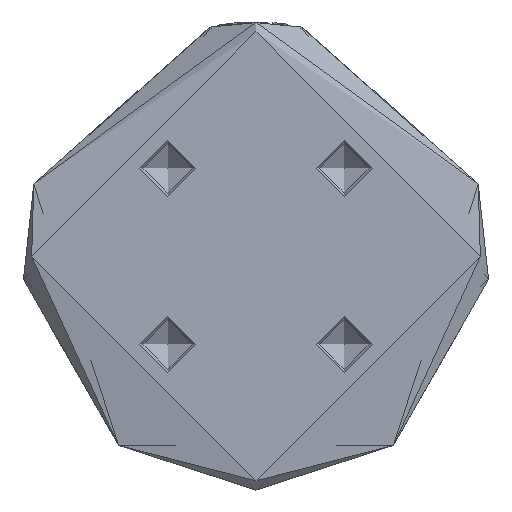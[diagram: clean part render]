
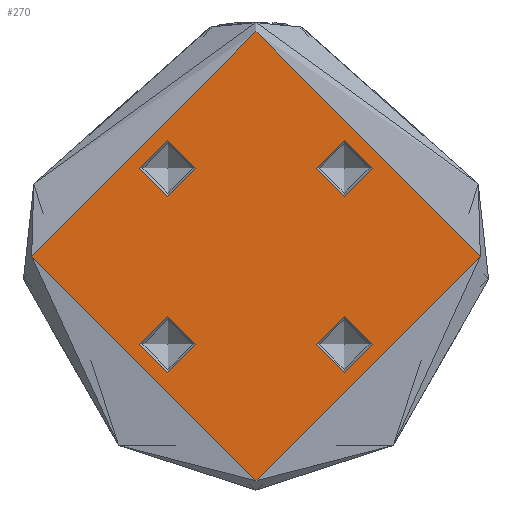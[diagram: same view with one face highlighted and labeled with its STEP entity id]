
A CAD part, front view. The second image highlights one B-rep face of the part: STEP entity #270.
In plain terms, the highlighted face is planar.
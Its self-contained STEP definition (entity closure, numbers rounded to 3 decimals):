
#77 = CARTESIAN_POINT ( 'NONE',  ( 36., 0., 0. ) ) ;
#202 = PLANE ( 'NONE',  #1008 ) ;
#209 = CARTESIAN_POINT ( 'NONE',  ( 0., 0., 0. ) ) ;
#261 = EDGE_LOOP ( 'NONE', ( #4341 ) ) ;
#270 = ADVANCED_FACE ( 'NONE', ( #4790, #4850, #4799, #4794, #4730 ), #202, .F. ) ;
#658 = DIRECTION ( 'NONE',  ( -1., 0., 0. ) ) ;
#665 = DIRECTION ( 'NONE',  ( 1., 0., 0. ) ) ;
#723 = EDGE_CURVE ( 'NONE', #4922, #4922, #3527, .T. ) ;
#830 = EDGE_LOOP ( 'NONE', ( #5565 ) ) ;
#846 = AXIS2_PLACEMENT_3D ( 'NONE', #209, #3361, #665 ) ;
#969 = DIRECTION ( 'NONE',  ( 0., 0., 1. ) ) ;
#980 = CARTESIAN_POINT ( 'NONE',  ( 0., 0., 0. ) ) ;
#1008 = AXIS2_PLACEMENT_3D ( 'NONE', #980, #3352, #658 ) ;
#1023 = EDGE_CURVE ( 'NONE', #2576, #2576, #1986, .T. ) ;
#1526 = ORIENTED_EDGE ( 'NONE', *, *, #3598, .T. ) ;
#1581 = VERTEX_POINT ( 'NONE', #5048 ) ;
#1952 = CARTESIAN_POINT ( 'NONE',  ( 14.142, -14.142, 0. ) ) ;
#1986 = CIRCLE ( 'NONE', #846, 36. ) ;
#1997 = VERTEX_POINT ( 'NONE', #4606 ) ;
#2051 = CARTESIAN_POINT ( 'NONE',  ( -14.142, 14.142, 0. ) ) ;
#2352 = AXIS2_PLACEMENT_3D ( 'NONE', #1952, #5056, #2397 ) ;
#2397 = DIRECTION ( 'NONE',  ( 1., 0., 0. ) ) ;
#2486 = DIRECTION ( 'NONE',  ( 0., 0., 1. ) ) ;
#2500 = DIRECTION ( 'NONE',  ( -1., 0., 0. ) ) ;
#2523 = CIRCLE ( 'NONE', #5779, 4.5 ) ;
#2576 = VERTEX_POINT ( 'NONE', #77 ) ;
#2704 = ORIENTED_EDGE ( 'NONE', *, *, #5012, .F. ) ;
#3352 = DIRECTION ( 'NONE',  ( 0., 0., -1. ) ) ;
#3361 = DIRECTION ( 'NONE',  ( 0., 0., 1. ) ) ;
#3426 = EDGE_LOOP ( 'NONE', ( #4255 ) ) ;
#3471 = EDGE_CURVE ( 'NONE', #1997, #1997, #4888, .T. ) ;
#3527 = CIRCLE ( 'NONE', #3940, 4.5 ) ;
#3598 = EDGE_CURVE ( 'NONE', #5396, #5396, #5736, .T. ) ;
#3664 = CARTESIAN_POINT ( 'NONE',  ( 14.142, 14.142, 0. ) ) ;
#3922 = EDGE_LOOP ( 'NONE', ( #2704 ) ) ;
#3940 = AXIS2_PLACEMENT_3D ( 'NONE', #2051, #5159, #2500 ) ;
#4126 = DIRECTION ( 'NONE',  ( 1., 0., 0. ) ) ;
#4255 = ORIENTED_EDGE ( 'NONE', *, *, #3471, .F. ) ;
#4341 = ORIENTED_EDGE ( 'NONE', *, *, #723, .T. ) ;
#4606 = CARTESIAN_POINT ( 'NONE',  ( 18.642, 14.142, 0. ) ) ;
#4730 = FACE_OUTER_BOUND ( 'NONE', #830, .T. ) ;
#4790 = FACE_BOUND ( 'NONE', #3922, .T. ) ;
#4794 = FACE_BOUND ( 'NONE', #3426, .T. ) ;
#4799 = FACE_BOUND ( 'NONE', #4889, .T. ) ;
#4850 = FACE_BOUND ( 'NONE', #261, .T. ) ;
#4888 = CIRCLE ( 'NONE', #5445, 4.5 ) ;
#4889 = EDGE_LOOP ( 'NONE', ( #1526 ) ) ;
#4922 = VERTEX_POINT ( 'NONE', #5444 ) ;
#5012 = EDGE_CURVE ( 'NONE', #1581, #1581, #2523, .T. ) ;
#5028 = CARTESIAN_POINT ( 'NONE',  ( 18.642, -14.142, 0. ) ) ;
#5048 = CARTESIAN_POINT ( 'NONE',  ( -18.642, -14.142, 0. ) ) ;
#5056 = DIRECTION ( 'NONE',  ( 0., 0., -1. ) ) ;
#5138 = CARTESIAN_POINT ( 'NONE',  ( -14.142, -14.142, 0. ) ) ;
#5159 = DIRECTION ( 'NONE',  ( 0., 0., -1. ) ) ;
#5396 = VERTEX_POINT ( 'NONE', #5028 ) ;
#5444 = CARTESIAN_POINT ( 'NONE',  ( -18.642, 14.142, 0. ) ) ;
#5445 = AXIS2_PLACEMENT_3D ( 'NONE', #3664, #969, #4126 ) ;
#5565 = ORIENTED_EDGE ( 'NONE', *, *, #1023, .T. ) ;
#5594 = DIRECTION ( 'NONE',  ( -1., 0., 0. ) ) ;
#5736 = CIRCLE ( 'NONE', #2352, 4.5 ) ;
#5779 = AXIS2_PLACEMENT_3D ( 'NONE', #5138, #2486, #5594 ) ;
